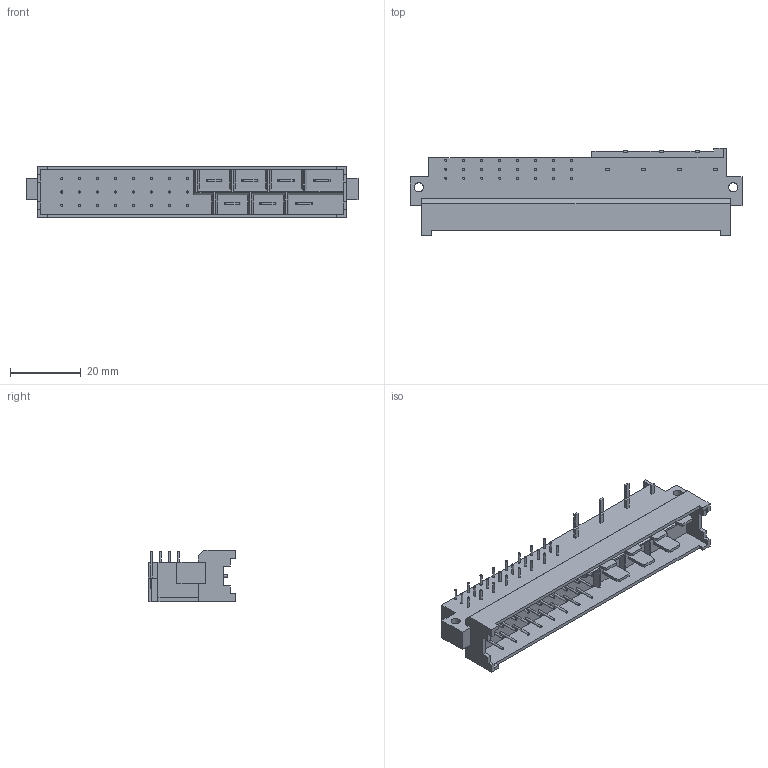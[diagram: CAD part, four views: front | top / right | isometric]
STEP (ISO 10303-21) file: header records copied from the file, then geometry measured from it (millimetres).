
FILE_DESCRIPTION(/* description */ (''),/* implementation_level */ '2;1');
FILE_NAME(/* name */ '100101630ugm000_b.stp',/* time_stamp */ '2022-04-26T17:03:21+02:00',/* author */ (''),/* organization */ (''),/* preprocessor_version */ 'ST-DEVELOPER v16.7',/* originating_system */ 'SIEMENS PLM Software NX 1911',/* authorisation */ '');
FILE_SCHEMA (('AUTOMOTIVE_DESIGN { 1 0 10303 214 3 1 1 1 }'));
Length unit declared in the file: millimetre
Products named in the file (1): 100101630ugm000_b
Bounding box: 93.95 x 24.75 x 14.7 mm (x, y, z)
Volume: 15961.4 mm3; surface area: 9576.8 mm2
Topology: 1 solids, 1 shells, 275 faces, 642 edges, 428 vertices
Faces by surface type: plane 225, cylinder 50
Full cylindrical faces by diameter (mm): 0.6 x48, 2.58 x2
Entity records: 8203 total; most frequent: CARTESIAN_POINT 1296, DIRECTION 1244, ORIENTED_EDGE 1184, EDGE_CURVE 592, LINE 492, VECTOR 492, VERTEX_POINT 428, EDGE_LOOP 388
